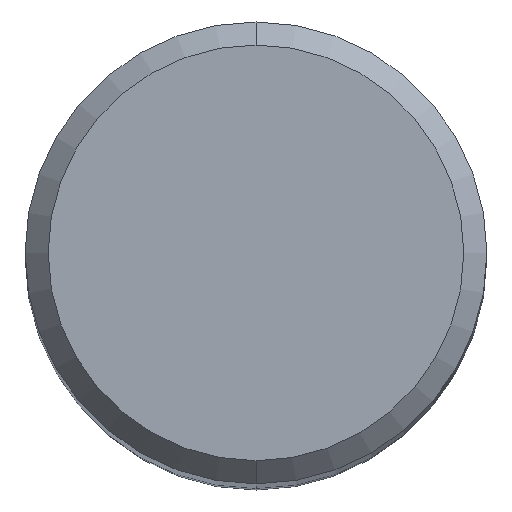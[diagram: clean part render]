
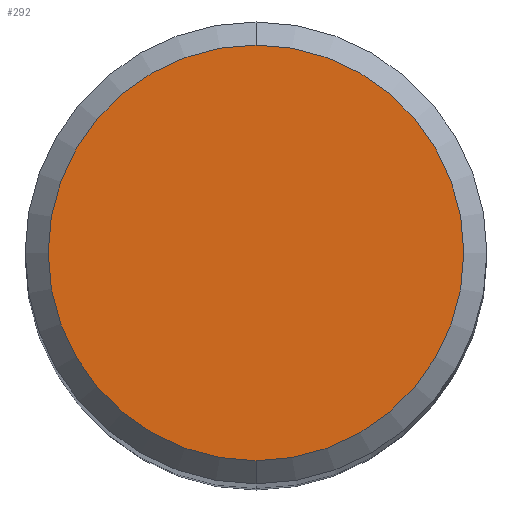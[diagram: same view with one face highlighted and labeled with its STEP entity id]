
A CAD part, top view. The second image highlights one B-rep face of the part: STEP entity #292.
In plain terms, the highlighted planar face has unit normal (0, 0, 1).
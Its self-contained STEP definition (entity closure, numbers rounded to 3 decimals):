
#176=VERTEX_POINT('',#477);
#204=EDGE_CURVE('',#176,#384,#508,.T.);
#292=ADVANCED_FACE('',(#607),#608,.T.);
#376=EDGE_CURVE('',#384,#176,#702,.T.);
#384=VERTEX_POINT('',#710);
#477=CARTESIAN_POINT('',(0.0,4.5,0.0));
#508=CIRCLE('',#841,4.5);
#607=FACE_OUTER_BOUND('',#1040,.T.);
#608=PLANE('',#1041);
#702=CIRCLE('',#1236,4.5);
#710=CARTESIAN_POINT('',(0.,-4.5,0.0));
#841=AXIS2_PLACEMENT_3D('',#1489,#1490,#1491);
#1040=EDGE_LOOP('',(#1600,#1601));
#1041=AXIS2_PLACEMENT_3D('',#1602,#1603,#1604);
#1236=AXIS2_PLACEMENT_3D('',#1721,#1722,#1723);
#1489=CARTESIAN_POINT('',(0.0,0.0,0.0));
#1490=DIRECTION('',(0.0,0.0,-1.0));
#1491=DIRECTION('',(0.0,1.0,0.0));
#1600=ORIENTED_EDGE('',*,*,#204,.F.);
#1601=ORIENTED_EDGE('',*,*,#376,.F.);
#1602=CARTESIAN_POINT('',(0.0,2.25,0.0));
#1603=DIRECTION('',(-0.0,0.0,1.0));
#1604=DIRECTION('',(0.0,-1.0,0.0));
#1721=CARTESIAN_POINT('',(0.0,0.0,0.0));
#1722=DIRECTION('',(0.0,0.0,-1.0));
#1723=DIRECTION('',(0.0,1.0,0.0));
